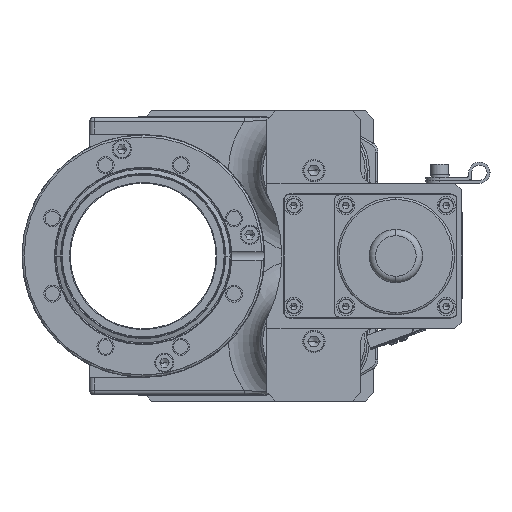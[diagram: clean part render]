
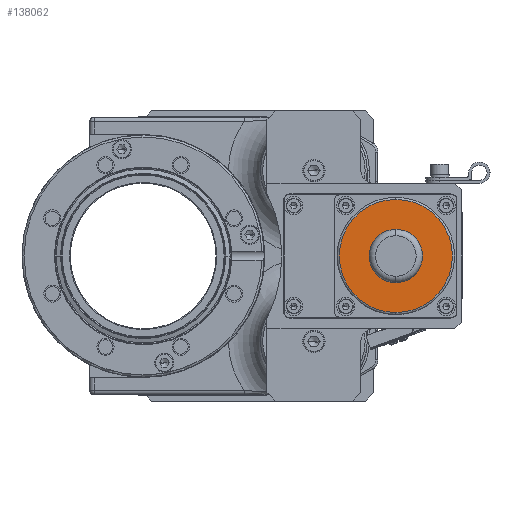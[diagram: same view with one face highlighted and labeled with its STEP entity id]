
A CAD part, front view. The second image highlights one B-rep face of the part: STEP entity #138062.
In plain terms, the highlighted planar face has unit normal (0, -1, 0).
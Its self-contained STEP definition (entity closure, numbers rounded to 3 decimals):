
#32476=CARTESIAN_POINT('',(118.4,-399.5,0.));
#32477=DIRECTION('',(0.,1.,0.));
#32478=DIRECTION('',(0.,0.,1.));
#32479=AXIS2_PLACEMENT_3D('',#32476,#32477,#32478);
#32481=CARTESIAN_POINT('',(118.4,-399.5,0.));
#32482=DIRECTION('',(0.,1.,0.));
#32483=DIRECTION('',(0.,0.,-1.));
#32484=AXIS2_PLACEMENT_3D('',#32481,#32482,#32483);
#32486=CARTESIAN_POINT('',(118.4,-399.5,0.));
#32487=DIRECTION('',(0.,-1.,0.));
#32488=DIRECTION('',(0.,0.,1.));
#32489=AXIS2_PLACEMENT_3D('',#32486,#32487,#32488);
#32491=CARTESIAN_POINT('',(118.4,-399.5,0.));
#32492=DIRECTION('',(0.,-1.,0.));
#32493=DIRECTION('',(0.,0.,-1.));
#32494=AXIS2_PLACEMENT_3D('',#32491,#32492,#32493);
#81632=CARTESIAN_POINT('',(118.4,-399.5,-26.5));
#81633=VERTEX_POINT('',#81632);
#81634=CARTESIAN_POINT('',(118.4,-399.5,3.175));
#81635=CARTESIAN_POINT('',(118.4,-399.5,-3.175));
#81636=VERTEX_POINT('',#81634);
#81637=VERTEX_POINT('',#81635);
#81638=CARTESIAN_POINT('',(118.4,-399.5,26.5));
#81639=VERTEX_POINT('',#81638);
#138046=CARTESIAN_POINT('',(118.4,-399.5,0.));
#138047=DIRECTION('',(0.,1.,0.));
#138048=DIRECTION('',(0.,0.,1.));
#138049=AXIS2_PLACEMENT_3D('',#138046,#138047,#138048);
#138050=PLANE('',#138049);
#138051=ORIENTED_EDGE('',*,*,#138034,.T.);
#138053=ORIENTED_EDGE('',*,*,#138052,.T.);
#138054=EDGE_LOOP('',(#138051,#138053));
#138055=FACE_OUTER_BOUND('',#138054,.F.);
#138057=ORIENTED_EDGE('',*,*,#138056,.T.);
#138059=ORIENTED_EDGE('',*,*,#138058,.T.);
#138060=EDGE_LOOP('',(#138057,#138059));
#138061=FACE_BOUND('',#138060,.F.);
#32480=CIRCLE('',#32479,26.5);
#32485=CIRCLE('',#32484,26.5);
#32490=CIRCLE('',#32489,3.175);
#32495=CIRCLE('',#32494,3.175);
#138034=EDGE_CURVE('',#81639,#81633,#32480,.T.);
#138052=EDGE_CURVE('',#81633,#81639,#32485,.T.);
#138056=EDGE_CURVE('',#81636,#81637,#32490,.T.);
#138058=EDGE_CURVE('',#81637,#81636,#32495,.T.);
#138062=ADVANCED_FACE('',(#138055,#138061),#138050,.F.);
